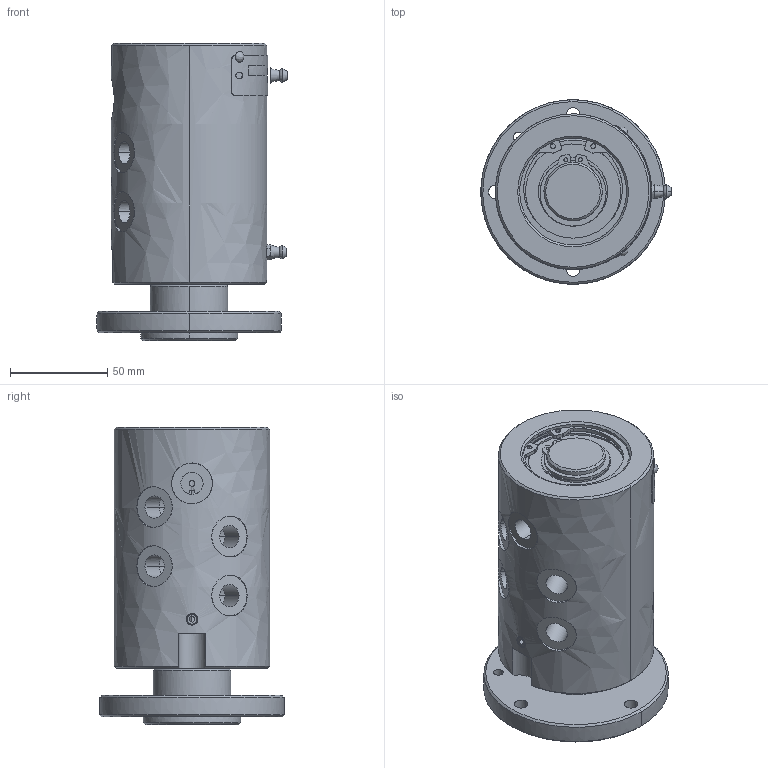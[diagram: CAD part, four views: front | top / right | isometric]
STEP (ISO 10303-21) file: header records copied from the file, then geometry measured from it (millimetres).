
FILE_DESCRIPTION (( 'STEP AP214' ), '1' );
FILE_NAME ('TUR-G4V-14AIR.STEP', '2016-08-19T13:26:38', ( '' ), ( '' ), 'SwSTEP 2.0', 'SolidWorks 2016', '' );
FILE_SCHEMA (( 'AUTOMOTIVE_DESIGN' ));
Length unit declared in the file: millimetre
Products named in the file (1): TUR-G4V-14AIR
Bounding box: 98 x 95 x 153 mm (x, y, z)
Surface area: 84788.4 mm2 (no closed solid volume)
Topology: 0 solids, 35 shells, 244 faces, 758 edges, 554 vertices
Faces by surface type: bspline 175, plane 67, torus 2
Entity records: 68939 total; most frequent: CARTESIAN_POINT 63762, ORIENTED_EDGE 1223, EDGE_CURVE 747, VERTEX_POINT 554, B_SPLINE_CURVE_WITH_KNOTS 474, DIRECTION 414, EDGE_LOOP 323, FACE_OUTER_BOUND 255
